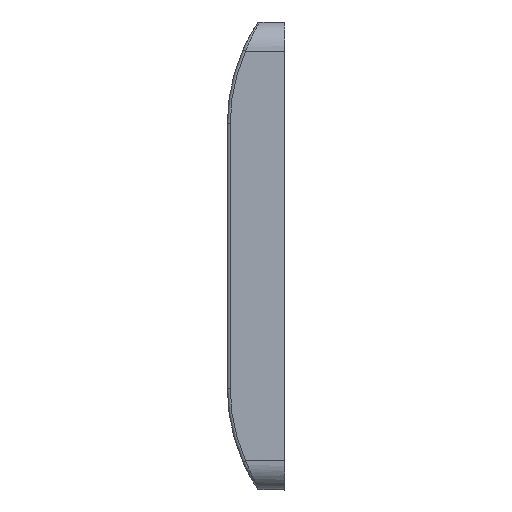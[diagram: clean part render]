
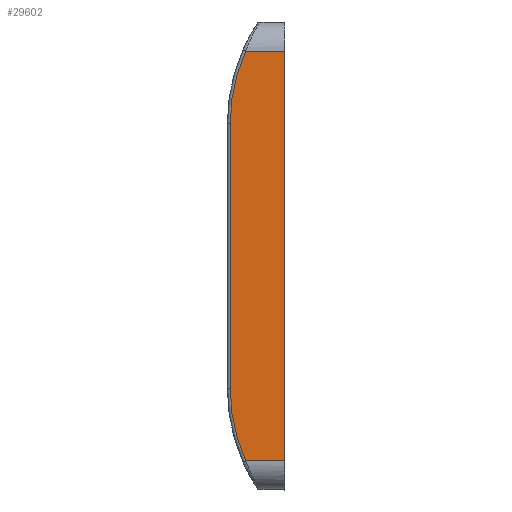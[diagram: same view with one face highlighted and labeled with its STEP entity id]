
A CAD part, left-side view. The second image highlights one B-rep face of the part: STEP entity #29602.
In plain terms, the highlighted planar face has unit normal (-1, 0, 0).
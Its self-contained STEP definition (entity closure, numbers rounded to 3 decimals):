
#1=CARTESIAN_POINT('',(-40.,-22.5,22.665));
#2=DIRECTION('',(1.,0.,0.));
#3=DIRECTION('',(0.,1.,0.));
#4=AXIS2_PLACEMENT_3D('',#1,#2,#3);
#6=CARTESIAN_POINT('',(-40.,-22.5,-22.665));
#7=DIRECTION('',(1.,0.,0.));
#8=DIRECTION('',(0.,0.915,-0.404));
#9=AXIS2_PLACEMENT_3D('',#6,#7,#8);
#15=DIRECTION('',(0.,0.,-1.));
#16=VECTOR('',#15,45.33);
#17=CARTESIAN_POINT('',(-40.,8.,22.665));
#18=LINE('',#17,#16);
#200=DIRECTION('',(0.,-1.,0.));
#201=VECTOR('',#200,6.694);
#202=CARTESIAN_POINT('',(-40.,5.394,-35.));
#203=LINE('',#202,#201);
#255=DIRECTION('',(0.,0.,1.));
#256=VECTOR('',#255,70.);
#257=CARTESIAN_POINT('',(-40.,-1.3,-35.));
#258=LINE('',#257,#256);
#23180=DIRECTION('',(0.,1.,0.));
#23181=VECTOR('',#23180,6.694);
#23182=CARTESIAN_POINT('',(-40.,-1.3,35.));
#23183=LINE('',#23182,#23181);
#23327=CARTESIAN_POINT('',(-40.,8.,22.665));
#23328=CARTESIAN_POINT('',(-40.,8.,-22.665));
#23329=VERTEX_POINT('',#23327);
#23330=VERTEX_POINT('',#23328);
#23331=CARTESIAN_POINT('',(-40.,5.394,35.));
#23332=VERTEX_POINT('',#23331);
#23333=CARTESIAN_POINT('',(-40.,-1.3,35.));
#23334=VERTEX_POINT('',#23333);
#23335=CARTESIAN_POINT('',(-40.,-1.3,-35.));
#23336=VERTEX_POINT('',#23335);
#23337=CARTESIAN_POINT('',(-40.,5.394,
-35.));
#23338=VERTEX_POINT('',#23337);
#29583=CARTESIAN_POINT('',(-40.,3.5,0.));
#29584=DIRECTION('',(1.,0.,0.));
#29585=DIRECTION('',(0.,0.,-1.));
#29586=AXIS2_PLACEMENT_3D('',#29583,#29584,#29585);
#29587=PLANE('',#29586);
#29589=ORIENTED_EDGE('',*,*,#29588,.F.);
#29591=ORIENTED_EDGE('',*,*,#29590,.T.);
#29593=ORIENTED_EDGE('',*,*,#29592,.F.);
#29595=ORIENTED_EDGE('',*,*,#29594,.F.);
#29597=ORIENTED_EDGE('',*,*,#29596,.F.);
#29599=ORIENTED_EDGE('',*,*,#29598,.T.);
#29600=EDGE_LOOP('',(#29589,#29591,#29593,#29595,#29597,#29599));
#29601=FACE_OUTER_BOUND('',#29600,.F.);
#5=CIRCLE('',#4,30.5);
#10=CIRCLE('',#9,30.5);
#29588=EDGE_CURVE('',#23329,#23330,#18,.T.);
#29590=EDGE_CURVE('',#23329,#23332,#5,.T.);
#29592=EDGE_CURVE('',#23334,#23332,#23183,.T.);
#29594=EDGE_CURVE('',#23336,#23334,#258,.T.);
#29596=EDGE_CURVE('',#23338,#23336,#203,.T.);
#29598=EDGE_CURVE('',#23338,#23330,#10,.T.);
#29602=ADVANCED_FACE('',(#29601),#29587,.F.);
